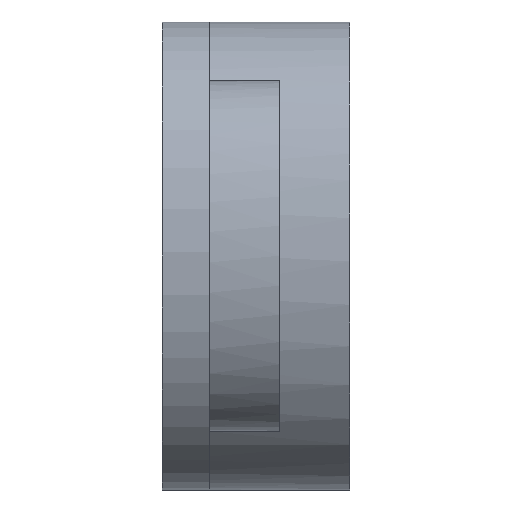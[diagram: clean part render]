
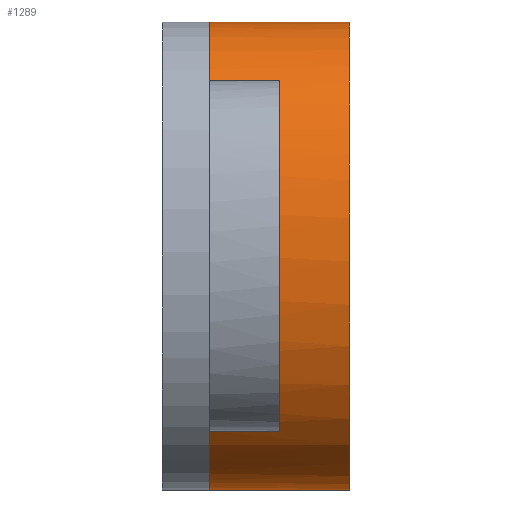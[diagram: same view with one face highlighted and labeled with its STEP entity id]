
A CAD part, left-side view. The second image highlights one B-rep face of the part: STEP entity #1289.
In plain terms, the highlighted free-form (B-spline) face has degree [1, 2] with [2, 9] control points.
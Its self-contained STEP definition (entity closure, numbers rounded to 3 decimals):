
#23=ELLIPSE('',#1425,50.,37.5);
#24=ELLIPSE('',#1426,50.,37.5);
#74=(
BOUNDED_SURFACE()
B_SPLINE_SURFACE(1,2,((#4657,#4658,#4659,#4660,#4661,#4662,#4663,#4664,
#4665),(#4666,#4667,#4668,#4669,#4670,#4671,#4672,#4673,#4674)),
 .UNSPECIFIED.,.F.,.T.,.F.)
B_SPLINE_SURFACE_WITH_KNOTS((2,2),(3,2,2,2,3),(-0.3,0.5),(-3.142,
-1.571,0.,1.571,3.142),.UNSPECIFIED.)
GEOMETRIC_REPRESENTATION_ITEM()
RATIONAL_B_SPLINE_SURFACE(((1.,0.707,1.,0.707,1.,
0.707,1.,0.707,1.),(1.,0.707,1.,0.707,
1.,0.707,1.,0.707,1.)))
REPRESENTATION_ITEM('')
SURFACE()
);
#183=FACE_OUTER_BOUND('',#269,.T.);
#269=EDGE_LOOP('',(#1178,#1179,#1180,#1181));
#382=LINE('',#4677,#419);
#419=VECTOR('',#1707,50.);
#617=VERTEX_POINT('',#4655);
#618=VERTEX_POINT('',#4675);
#811=EDGE_CURVE('',#617,#617,#23,.T.);
#812=EDGE_CURVE('',#618,#618,#24,.T.);
#813=EDGE_CURVE('',#618,#617,#382,.T.);
#1178=ORIENTED_EDGE('',*,*,#812,.F.);
#1179=ORIENTED_EDGE('',*,*,#813,.T.);
#1180=ORIENTED_EDGE('',*,*,#811,.F.);
#1181=ORIENTED_EDGE('',*,*,#813,.F.);
#1289=ADVANCED_FACE('',(#183),#74,.F.);
#1425=AXIS2_PLACEMENT_3D('',#4656,#1703,#1704);
#1426=AXIS2_PLACEMENT_3D('',#4676,#1705,#1706);
#1703=DIRECTION('center_axis',(0.,-1.,0.));
#1704=DIRECTION('ref_axis',(0.,0.,-1.));
#1705=DIRECTION('center_axis',(0.,1.,0.));
#1706=DIRECTION('ref_axis',(0.,0.,-1.));
#1707=DIRECTION('',(0.,-1.,0.));
#4655=CARTESIAN_POINT('',(85.,-15.,50.));
#4656=CARTESIAN_POINT('Origin',(85.,-15.,0.));
#4657=CARTESIAN_POINT('Ctrl Pts',(85.,-15.,50.));
#4658=CARTESIAN_POINT('Ctrl Pts',(122.5,-15.,50.));
#4659=CARTESIAN_POINT('Ctrl Pts',(122.5,-15.,0.));
#4660=CARTESIAN_POINT('Ctrl Pts',(122.5,-15.,-50.));
#4661=CARTESIAN_POINT('Ctrl Pts',(85.,-15.,-50.));
#4662=CARTESIAN_POINT('Ctrl Pts',(47.5,-15.,-50.));
#4663=CARTESIAN_POINT('Ctrl Pts',(47.5,-15.,0.));
#4664=CARTESIAN_POINT('Ctrl Pts',(47.5,-15.,50.));
#4665=CARTESIAN_POINT('Ctrl Pts',(85.,-15.,50.));
#4666=CARTESIAN_POINT('Ctrl Pts',(85.,25.,50.));
#4667=CARTESIAN_POINT('Ctrl Pts',(122.5,25.,50.));
#4668=CARTESIAN_POINT('Ctrl Pts',(122.5,25.,0.));
#4669=CARTESIAN_POINT('Ctrl Pts',(122.5,25.,-50.));
#4670=CARTESIAN_POINT('Ctrl Pts',(85.,25.,-50.));
#4671=CARTESIAN_POINT('Ctrl Pts',(47.5,25.,-50.));
#4672=CARTESIAN_POINT('Ctrl Pts',(47.5,25.,0.));
#4673=CARTESIAN_POINT('Ctrl Pts',(47.5,25.,50.));
#4674=CARTESIAN_POINT('Ctrl Pts',(85.,25.,50.));
#4675=CARTESIAN_POINT('',(85.,25.,50.));
#4676=CARTESIAN_POINT('Origin',(85.,25.,0.));
#4677=CARTESIAN_POINT('',(85.,0.,50.));
